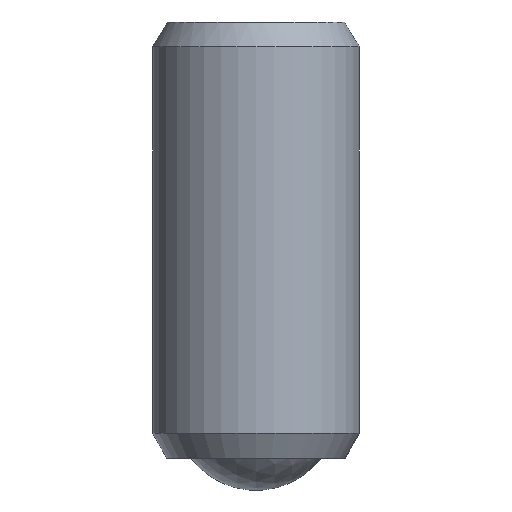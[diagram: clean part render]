
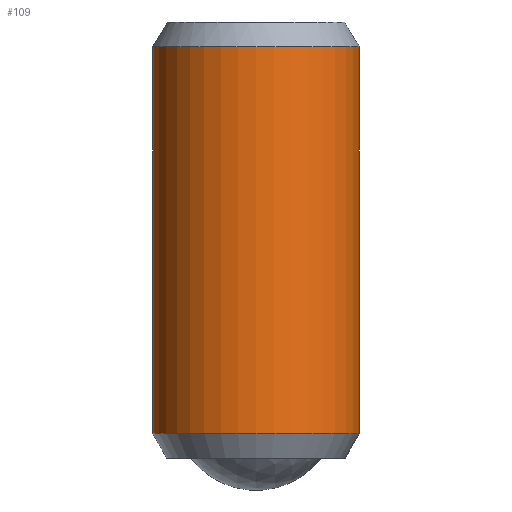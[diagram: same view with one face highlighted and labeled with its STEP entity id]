
A CAD part, front view. The second image highlights one B-rep face of the part: STEP entity #109.
In plain terms, the highlighted cylindrical face has radius 2.07 mm (diameter 4.14 mm), a partial arc.
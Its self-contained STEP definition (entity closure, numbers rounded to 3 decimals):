
#97=EDGE_CURVE('',#101,#125,#242,.T.);
#101=VERTEX_POINT('',#247);
#107=EDGE_CURVE('',#207,#161,#253,.T.);
#109=ADVANCED_FACE('',(#255),#256,.T.);
#125=VERTEX_POINT('',#273);
#161=VERTEX_POINT('',#313);
#177=EDGE_CURVE('',#125,#161,#331,.T.);
#205=EDGE_CURVE('',#207,#101,#362,.T.);
#207=VERTEX_POINT('',#364);
#242=CIRCLE('',#401,2.07);
#247=CARTESIAN_POINT('',(-2.07,0.,1.137));
#253=CIRCLE('',#416,2.07);
#255=FACE_OUTER_BOUND('',#418,.T.);
#256=CYLINDRICAL_SURFACE('',#419,2.07);
#273=CARTESIAN_POINT('',(2.07,0.,1.137));
#313=CARTESIAN_POINT('',(2.07,0.,8.873));
#331=LINE('',#543,#544);
#362=LINE('',#584,#585);
#364=CARTESIAN_POINT('',(-2.07,0.,8.873));
#401=AXIS2_PLACEMENT_3D('',#611,#612,#613);
#416=AXIS2_PLACEMENT_3D('',#630,#631,#632);
#418=EDGE_LOOP('',(#634,#635,#636,#637));
#419=AXIS2_PLACEMENT_3D('',#638,#639,#640);
#543=CARTESIAN_POINT('',(2.07,0.,5.005));
#544=VECTOR('',#721,1.0);
#584=CARTESIAN_POINT('',(-2.07,0.,5.005));
#585=VECTOR('',#759,1.0);
#611=CARTESIAN_POINT('',(0.,0.0,1.137));
#612=DIRECTION('',(0.,0.0,1.0));
#613=DIRECTION('',(1.0,0.,0.));
#630=CARTESIAN_POINT('',(0.,0.0,8.873));
#631=DIRECTION('',(0.,0.0,1.0));
#632=DIRECTION('',(1.0,0.,0.));
#634=ORIENTED_EDGE('',*,*,#177,.T.);
#635=ORIENTED_EDGE('',*,*,#107,.F.);
#636=ORIENTED_EDGE('',*,*,#205,.T.);
#637=ORIENTED_EDGE('',*,*,#97,.T.);
#638=CARTESIAN_POINT('',(0.,0.0,5.005));
#639=DIRECTION('',(0.,-0.0,-1.0));
#640=DIRECTION('',(1.0,0.,0.));
#721=DIRECTION('',(0.,0.0,1.0));
#759=DIRECTION('',(0.,-0.0,-1.0));
